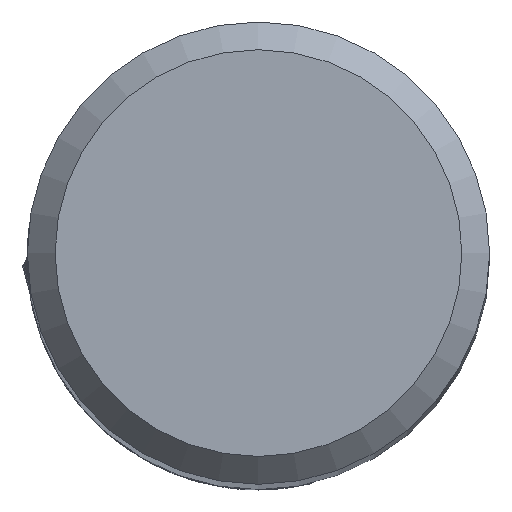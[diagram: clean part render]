
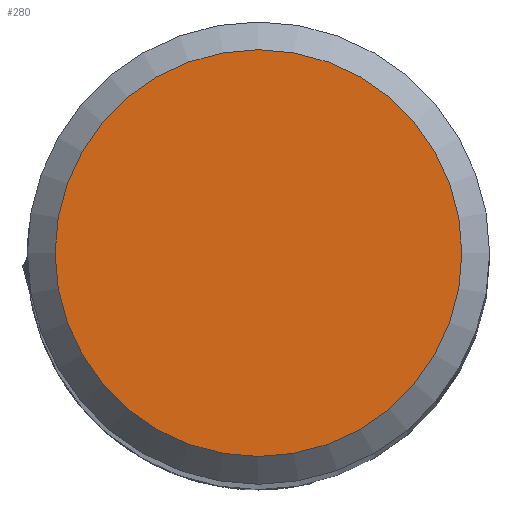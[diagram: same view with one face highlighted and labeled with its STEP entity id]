
A CAD part, top view. The second image highlights one B-rep face of the part: STEP entity #280.
In plain terms, the highlighted planar face has unit normal (0, 0, 1).
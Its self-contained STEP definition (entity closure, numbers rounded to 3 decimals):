
#226=CIRCLE('',#1991,10.982);
#280=ADVANCED_FACE('TB_BL_N5_SU8',(#419),#374,.F.);
#374=PLANE('',#1993);
#419=FACE_OUTER_BOUND('',#529,.T.);
#529=EDGE_LOOP('',(#809));
#809=ORIENTED_EDGE('',*,*,#1474,.T.);
#1284=VERTEX_POINT('',#2907);
#1474=EDGE_CURVE('',#1284,#1284,#226,.T.);
#1991=AXIS2_PLACEMENT_3D('',#2906,#2241,#2242);
#1993=AXIS2_PLACEMENT_3D('',#2909,#2245,#2246);
#2241=DIRECTION('',(0.,0.,1.));
#2242=DIRECTION('',(1.,0.,0.));
#2245=DIRECTION('',(0.,0.,-1.));
#2246=DIRECTION('',(-1.,0.,0.));
#2906=CARTESIAN_POINT('',(0.,0.,0.));
#2907=CARTESIAN_POINT('',(10.982,0.,0.));
#2909=CARTESIAN_POINT('',(10.982,0.,0.));
